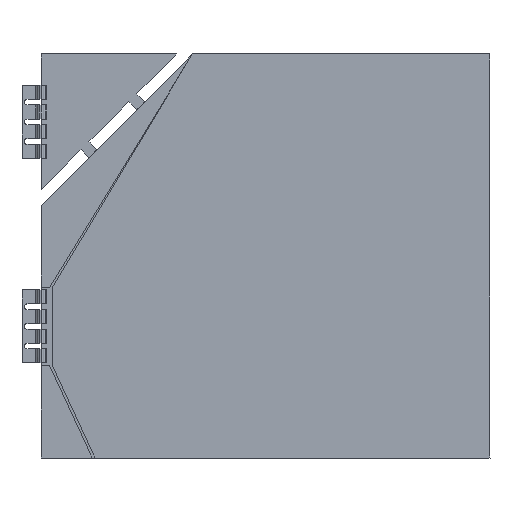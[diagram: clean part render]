
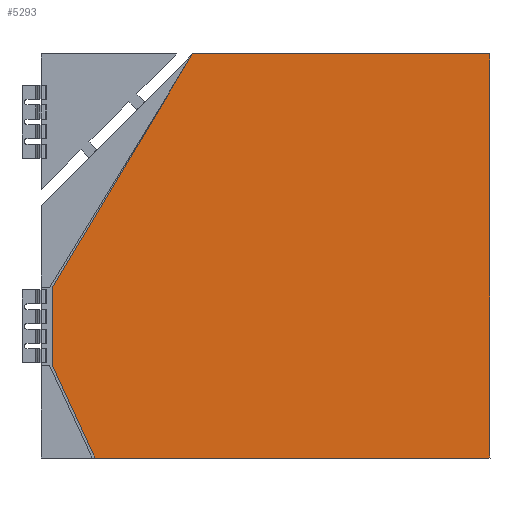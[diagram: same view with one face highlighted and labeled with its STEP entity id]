
A CAD part, top view. The second image highlights one B-rep face of the part: STEP entity #5293.
In plain terms, the highlighted planar face has unit normal (0, 0, 1).
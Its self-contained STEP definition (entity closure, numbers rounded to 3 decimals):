
#8 = CARTESIAN_POINT ( 'NONE',  ( 32.29, 89.2, 0.235 ) ) ;
#77 = EDGE_LOOP ( 'NONE', ( #6329, #5941, #2735, #6189, #2113, #589, #700, #2886, #6707 ) ) ;
#186 = CARTESIAN_POINT ( 'NONE',  ( 43.79, 66.2, 0.235 ) ) ;
#282 = CARTESIAN_POINT ( 'NONE',  ( 4.79, 68.43, 0.235 ) ) ;
#338 = PLANE ( 'NONE',  #2119 ) ;
#367 = CARTESIAN_POINT ( 'NONE',  ( 12.78, 44.118, 0.235 ) ) ;
#404 = DIRECTION ( 'NONE',  ( -0.419, 0.908, 0. ) ) ;
#584 = CARTESIAN_POINT ( 'NONE',  ( 24.79, 89.2, 0.235 ) ) ;
#589 = ORIENTED_EDGE ( 'NONE', *, *, #5099, .F. ) ;
#672 = LINE ( 'NONE', #738, #2331 ) ;
#700 = ORIENTED_EDGE ( 'NONE', *, *, #6547, .F. ) ;
#738 = CARTESIAN_POINT ( 'NONE',  ( 1.346, 62.707, 0.235 ) ) ;
#774 = B_SPLINE_CURVE_WITH_KNOTS ( 'NONE', 3,
 ( #3128, #584, #8, #5204 ),
 .UNSPECIFIED., .F., .F.,
 ( 4, 4 ),
 ( 0., 1. ),
 .UNSPECIFIED. ) ;
#1000 = CARTESIAN_POINT ( 'NONE',  ( 43.79, 89.2, 0.235 ) ) ;
#1140 = VERTEX_POINT ( 'NONE', #2965 ) ;
#1265 = CARTESIAN_POINT ( 'NONE',  ( 43.79, 78.533, 0.235 ) ) ;
#1316 = B_SPLINE_CURVE_WITH_KNOTS ( 'NONE', 3,
 ( #2275, #2711, #2747, #186 ),
 .UNSPECIFIED., .F., .F.,
 ( 4, 4 ),
 ( 0.037, 1. ),
 .UNSPECIFIED. ) ;
#1333 = CARTESIAN_POINT ( 'NONE',  ( 43.79, 53.2, 0.235 ) ) ;
#1353 = LINE ( 'NONE', #3878, #4967 ) ;
#1474 = CARTESIAN_POINT ( 'NONE',  ( 42.457, 89.2, 0.235 ) ) ;
#1630 = CARTESIAN_POINT ( 'NONE',  ( 23.79, 53.2, 0.235 ) ) ;
#1666 = EDGE_CURVE ( 'NONE', #3454, #4044, #1316, .T. ) ;
#1700 = VERTEX_POINT ( 'NONE', #282 ) ;
#1924 = CARTESIAN_POINT ( 'NONE',  ( 8.588, 53.2, 0.235 ) ) ;
#1981 = CARTESIAN_POINT ( 'NONE',  ( 23.79, 49.2, 0.235 ) ) ;
#2113 = ORIENTED_EDGE ( 'NONE', *, *, #3250, .T. ) ;
#2119 = AXIS2_PLACEMENT_3D ( 'NONE', #1981, #6133, #2378 ) ;
#2143 = EDGE_CURVE ( 'NONE', #4044, #2784, #5928, .T. ) ;
#2275 = CARTESIAN_POINT ( 'NONE',  ( 43.79, 53.2, 0.235 ) ) ;
#2312 = DIRECTION ( 'NONE',  ( 0., 1., 0. ) ) ;
#2316 = B_SPLINE_CURVE_WITH_KNOTS ( 'NONE', 3,
 ( #1000, #1474, #4680, #5702 ),
 .UNSPECIFIED., .F., .F.,
 ( 4, 4 ),
 ( 0., 1. ),
 .UNSPECIFIED. ) ;
#2331 = VECTOR ( 'NONE', #2334, 1000. ) ;
#2334 = DIRECTION ( 'NONE',  ( 0.516, 0.857, 0. ) ) ;
#2376 = VERTEX_POINT ( 'NONE', #1924 ) ;
#2378 = DIRECTION ( 'NONE',  ( 0., -1., 0. ) ) ;
#2711 = CARTESIAN_POINT ( 'NONE',  ( 43.79, 57.533, 0.235 ) ) ;
#2735 = ORIENTED_EDGE ( 'NONE', *, *, #2143, .T. ) ;
#2747 = CARTESIAN_POINT ( 'NONE',  ( 43.79, 61.867, 0.235 ) ) ;
#2764 = CARTESIAN_POINT ( 'NONE',  ( 43.79, 73.2, 0.235 ) ) ;
#2772 = VECTOR ( 'NONE', #3210, 1000. ) ;
#2784 = VERTEX_POINT ( 'NONE', #3296 ) ;
#2790 = B_SPLINE_CURVE_WITH_KNOTS ( 'NONE', 3,
 ( #2764, #1265, #3864, #4962 ),
 .UNSPECIFIED., .F., .F.,
 ( 4, 4 ),
 ( 0., 1. ),
 .UNSPECIFIED. ) ;
#2886 = ORIENTED_EDGE ( 'NONE', *, *, #4180, .F. ) ;
#2965 = CARTESIAN_POINT ( 'NONE',  ( 43.79, 89.2, 0.235 ) ) ;
#3128 = CARTESIAN_POINT ( 'NONE',  ( 17.29, 89.2, 0.235 ) ) ;
#3210 = DIRECTION ( 'NONE',  ( -1., 0., 0. ) ) ;
#3250 = EDGE_CURVE ( 'NONE', #1140, #5471, #2316, .T. ) ;
#3296 = CARTESIAN_POINT ( 'NONE',  ( 43.79, 73.2, 0.235 ) ) ;
#3304 = DIRECTION ( 'NONE',  ( 0., 1., 0. ) ) ;
#3454 = VERTEX_POINT ( 'NONE', #1333 ) ;
#3864 = CARTESIAN_POINT ( 'NONE',  ( 43.79, 83.867, 0.235 ) ) ;
#3878 = CARTESIAN_POINT ( 'NONE',  ( 4.79, 49.2, 0.235 ) ) ;
#3990 = CARTESIAN_POINT ( 'NONE',  ( 43.79, 66.2, 0.235 ) ) ;
#4044 = VERTEX_POINT ( 'NONE', #4267 ) ;
#4161 = VECTOR ( 'NONE', #2312, 1000. ) ;
#4180 = EDGE_CURVE ( 'NONE', #4859, #1700, #1353, .T. ) ;
#4267 = CARTESIAN_POINT ( 'NONE',  ( 43.79, 66.2, 0.235 ) ) ;
#4272 = CARTESIAN_POINT ( 'NONE',  ( 4.79, 61.43, 0.235 ) ) ;
#4343 = CARTESIAN_POINT ( 'NONE',  ( 39.79, 89.2, 0.235 ) ) ;
#4599 = EDGE_CURVE ( 'NONE', #2784, #1140, #2790, .T. ) ;
#4680 = CARTESIAN_POINT ( 'NONE',  ( 41.123, 89.2, 0.235 ) ) ;
#4859 = VERTEX_POINT ( 'NONE', #4272 ) ;
#4874 = EDGE_CURVE ( 'NONE', #3454, #2376, #6328, .T. ) ;
#4962 = CARTESIAN_POINT ( 'NONE',  ( 43.79, 89.2, 0.235 ) ) ;
#4967 = VECTOR ( 'NONE', #3304, 1000. ) ;
#5093 = LINE ( 'NONE', #367, #6067 ) ;
#5099 = EDGE_CURVE ( 'NONE', #5753, #5471, #774, .T. ) ;
#5204 = CARTESIAN_POINT ( 'NONE',  ( 39.79, 89.2, 0.235 ) ) ;
#5293 = ADVANCED_FACE ( 'NONE', ( #6683 ), #338, .F. ) ;
#5359 = CARTESIAN_POINT ( 'NONE',  ( 17.29, 89.2, 0.235 ) ) ;
#5471 = VERTEX_POINT ( 'NONE', #4343 ) ;
#5702 = CARTESIAN_POINT ( 'NONE',  ( 39.79, 89.2, 0.235 ) ) ;
#5753 = VERTEX_POINT ( 'NONE', #5359 ) ;
#5928 = LINE ( 'NONE', #3990, #4161 ) ;
#5941 = ORIENTED_EDGE ( 'NONE', *, *, #1666, .T. ) ;
#6067 = VECTOR ( 'NONE', #404, 1000. ) ;
#6133 = DIRECTION ( 'NONE',  ( 0., 0., -1. ) ) ;
#6189 = ORIENTED_EDGE ( 'NONE', *, *, #4599, .T. ) ;
#6328 = LINE ( 'NONE', #1630, #2772 ) ;
#6329 = ORIENTED_EDGE ( 'NONE', *, *, #4874, .F. ) ;
#6547 = EDGE_CURVE ( 'NONE', #1700, #5753, #672, .T. ) ;
#6599 = EDGE_CURVE ( 'NONE', #2376, #4859, #5093, .T. ) ;
#6683 = FACE_OUTER_BOUND ( 'NONE', #77, .T. ) ;
#6707 = ORIENTED_EDGE ( 'NONE', *, *, #6599, .F. ) ;
